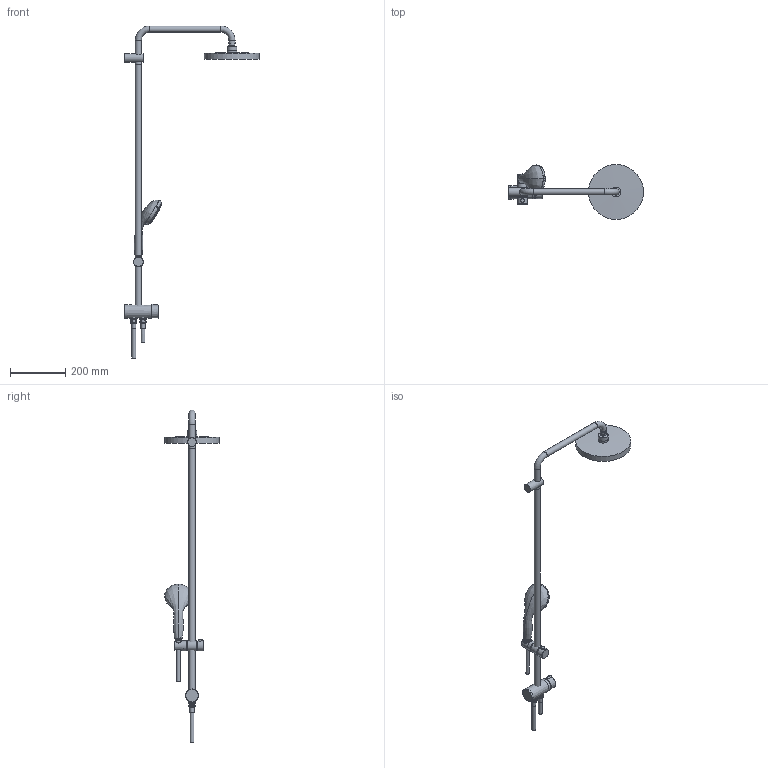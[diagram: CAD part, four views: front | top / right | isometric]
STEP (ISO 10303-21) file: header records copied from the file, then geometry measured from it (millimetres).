
FILE_DESCRIPTION(/* description */ ('Unknown'),/* implementation_level */ '2;1');
FILE_NAME(/* name */ '26452000',/* time_stamp */ '2022-09-09T08:18:10+02:00',/* author */ ('Unknown'),/* organization */ ('GROHE AG'),/* preprocessor_version */ 'ST-DEVELOPER v16.7',/* originating_system */ 'DEX',/* authorisation */ $);
FILE_SCHEMA (('AUTOMOTIVE_DESIGN {1 0 10303 214 3 1 1}'));
Length unit declared in the file: millimetre
Products named in the file (22): 26452000; DF_REVOL; P10202-001_AF0_1; P17900-003_AF0_1; MANIFOLD_SOLID_BREP_246493; 26452000_0; 26452000_1; Housing; 26452000_2; XSHELL#10958; g01882338eog; 26452000_3; 26452000_4; 26452000_5; 26452000_6; 26452000_7; 26452000_8; 26452000_9; 26452000_10; 26452000_11; 26452000_12
Assembly tree (21 placements, depth 2):
  26452000
    DF_REVOL
    P10202-001_AF0_1
    P17900-003_AF0_1
    MANIFOLD_SOLID_BREP_246493
    26452000
    26452000_0
    26452000_1
    Housing
    26452000_2
    XSHELL#10958
    g01882338eog
    26452000_3
    26452000_4
    26452000_5
    26452000_6
    26452000_7
    26452000_8
    26452000_9
    26452000_10
    26452000_11
    26452000_12
Bounding box: 490.55 x 200 x 1206.84 mm (x, y, z)
Volume: 2216869.6 mm3; surface area: 385093.5 mm2
Topology: 20 solids, 22 shells, 2065 faces, 5963 edges, 3895 vertices
Faces by surface type: bspline 895, cylinder 490, plane 337, cone 207, torus 96, sphere 40
Full cylindrical faces by diameter (mm): 2.8 x120, 3.6 x60, 11 x1, 12.2 x1, 13.8 x1, 14.262 x3, 15 x3, 18 x1, 18.2 x1, 18.6 x12, 19.9 x1, 20.55 x1, 20.7 x1, 20.75 x1, 20.96 x1, 22 x5, 22.25 x1, 22.6 x1, 23 x3, 30.765 x1, 31.3 x1, 33.4 x2, 35.646 x1, 36 x5, 89.4 x1, 200 x1
Entity records: 131173 total; most frequent: CARTESIAN_POINT 75437, ORIENTED_EDGE 10158, DIRECTION 5299, EDGE_CURVE 5079, VERTEX_POINT 3593, B_SPLINE_CURVE_WITH_KNOTS 3252, EDGE_LOOP 2732, FACE_BOUND 2732
